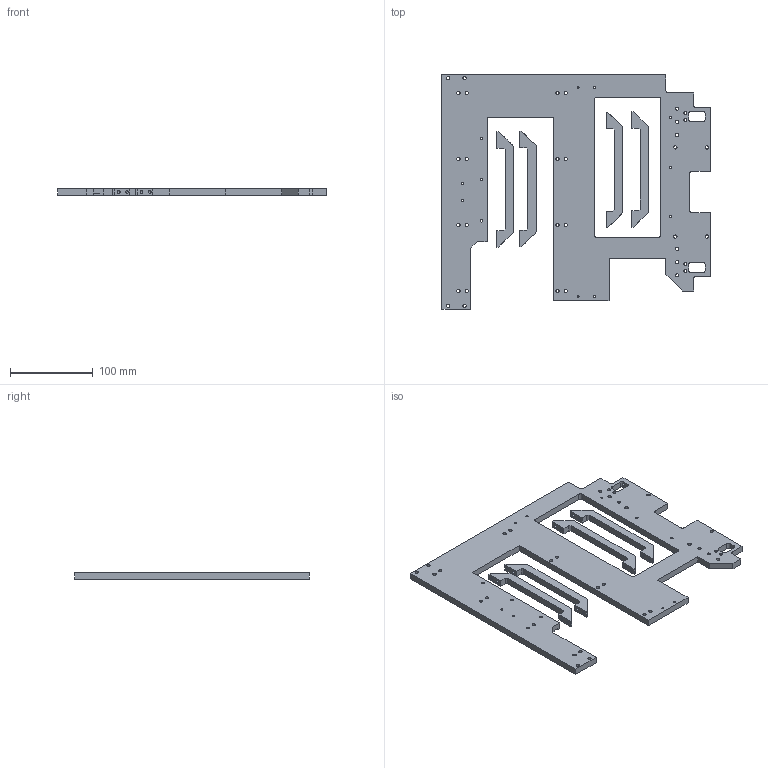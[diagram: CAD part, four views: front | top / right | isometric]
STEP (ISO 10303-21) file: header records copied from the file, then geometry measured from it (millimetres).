
FILE_DESCRIPTION (( 'STEP AP203' ), '1' );
FILE_NAME ('milling_7.STEP', '2017-05-23T13:50:47', ( '' ), ( '' ), 'SwSTEP 2.0', 'SolidWorks 2016', '' );
FILE_SCHEMA (( 'CONFIG_CONTROL_DESIGN' ));
Length unit declared in the file: millimetre
Products named in the file (3): 2017_wall_front; 2017_frame_pt3; milling_7
Assembly tree (5 placements, depth 2):
  milling_7
    2017_wall_front
    2017_frame_pt3  x4
Bounding box: 325 x 284 x 8.1 mm (x, y, z)
Volume: 429240.2 mm3; surface area: 144116.6 mm2
Topology: 5 solids, 5 shells, 251 faces, 723 edges, 482 vertices
Faces by surface type: cylinder 149, plane 102
Entity records: 6940 total; most frequent: CARTESIAN_POINT 1196, DIRECTION 1155, ORIENTED_EDGE 1086, EDGE_CURVE 543, AXIS2_PLACEMENT_3D 433, VERTEX_POINT 362, EDGE_LOOP 295, LINE 289
